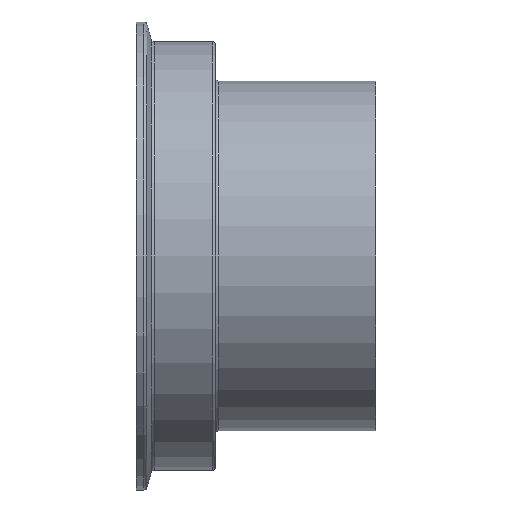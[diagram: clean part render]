
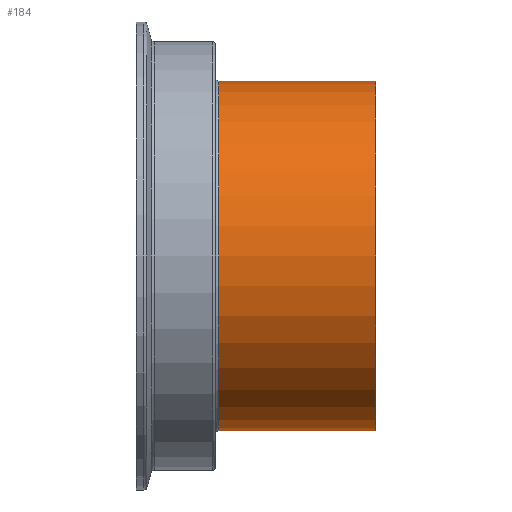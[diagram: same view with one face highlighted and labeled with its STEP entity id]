
A CAD part, front view. The second image highlights one B-rep face of the part: STEP entity #184.
In plain terms, the highlighted cylindrical face has radius 44.45 mm (diameter 88.9 mm), a partial arc.
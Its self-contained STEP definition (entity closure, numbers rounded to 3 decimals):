
#19 = ORIENTED_EDGE ( 'NONE', *, *, #134, .T. ) ;
#51 = DIRECTION ( 'NONE',  ( -1., 0., 0. ) ) ;
#63 = LINE ( 'NONE', #310, #509 ) ;
#68 = VERTEX_POINT ( 'NONE', #301 ) ;
#78 = VECTOR ( 'NONE', #270, 1000. ) ;
#102 = DIRECTION ( 'NONE',  ( 0., 0., 1. ) ) ;
#110 = DIRECTION ( 'NONE',  ( 0., 0., 1. ) ) ;
#134 = EDGE_CURVE ( 'NONE', #369, #773, #694, .T. ) ;
#164 = AXIS2_PLACEMENT_3D ( 'NONE', #432, #246, #625 ) ;
#184 = ADVANCED_FACE ( 'NONE', ( #471 ), #598, .T. ) ;
#191 = AXIS2_PLACEMENT_3D ( 'NONE', #294, #661, #110 ) ;
#223 = AXIS2_PLACEMENT_3D ( 'NONE', #719, #51, #102 ) ;
#226 = ORIENTED_EDGE ( 'NONE', *, *, #444, .T. ) ;
#246 = DIRECTION ( 'NONE',  ( -1., 0., 0. ) ) ;
#249 = DIRECTION ( 'NONE',  ( -1., 0., 0. ) ) ;
#263 = CARTESIAN_POINT ( 'NONE',  ( -172.678, -22.135, 44.45 ) ) ;
#269 = EDGE_CURVE ( 'NONE', #302, #68, #447, .T. ) ;
#270 = DIRECTION ( 'NONE',  ( -1., 0., 0. ) ) ;
#294 = CARTESIAN_POINT ( 'NONE',  ( -172.678, -22.135, 0. ) ) ;
#301 = CARTESIAN_POINT ( 'NONE',  ( 10.62, -22.135, 44.45 ) ) ;
#302 = VERTEX_POINT ( 'NONE', #368 ) ;
#308 = ORIENTED_EDGE ( 'NONE', *, *, #328, .F. ) ;
#310 = CARTESIAN_POINT ( 'NONE',  ( -172.678, -22.135, -44.45 ) ) ;
#315 = ORIENTED_EDGE ( 'NONE', *, *, #269, .F. ) ;
#328 = EDGE_CURVE ( 'NONE', #369, #302, #63, .T. ) ;
#338 = LINE ( 'NONE', #263, #78 ) ;
#368 = CARTESIAN_POINT ( 'NONE',  ( 10.62, -22.135, -44.45 ) ) ;
#369 = VERTEX_POINT ( 'NONE', #632 ) ;
#432 = CARTESIAN_POINT ( 'NONE',  ( 10.62, -22.135, 0. ) ) ;
#444 = EDGE_CURVE ( 'NONE', #773, #68, #338, .T. ) ;
#447 = CIRCLE ( 'NONE', #164, 44.45 ) ;
#471 = FACE_OUTER_BOUND ( 'NONE', #574, .T. ) ;
#509 = VECTOR ( 'NONE', #249, 1000. ) ;
#555 = CARTESIAN_POINT ( 'NONE',  ( 50.62, -22.135, 44.45 ) ) ;
#574 = EDGE_LOOP ( 'NONE', ( #308, #19, #226, #315 ) ) ;
#598 = CYLINDRICAL_SURFACE ( 'NONE', #191, 44.45 ) ;
#625 = DIRECTION ( 'NONE',  ( 0., 0., 1. ) ) ;
#632 = CARTESIAN_POINT ( 'NONE',  ( 50.62, -22.135, -44.45 ) ) ;
#661 = DIRECTION ( 'NONE',  ( -1., 0., 0. ) ) ;
#694 = CIRCLE ( 'NONE', #223, 44.45 ) ;
#719 = CARTESIAN_POINT ( 'NONE',  ( 50.62, -22.135, 0. ) ) ;
#773 = VERTEX_POINT ( 'NONE', #555 ) ;
